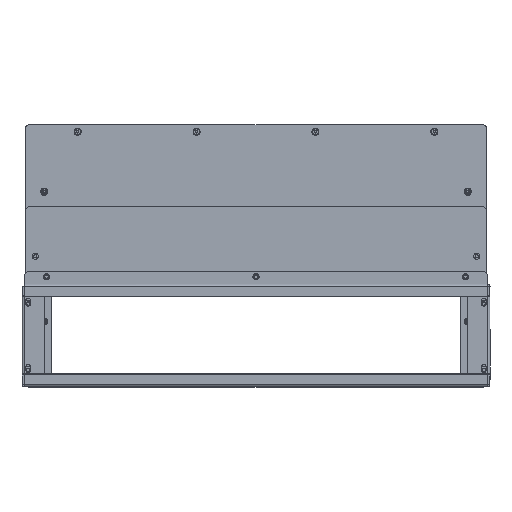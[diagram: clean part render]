
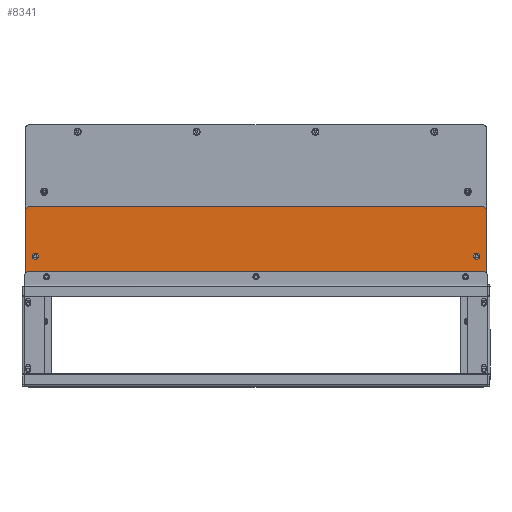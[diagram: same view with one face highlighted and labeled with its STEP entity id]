
A CAD part, top view. The second image highlights one B-rep face of the part: STEP entity #8341.
In plain terms, the highlighted planar face has unit normal (0, 0, 1).
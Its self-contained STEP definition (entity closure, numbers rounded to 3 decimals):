
#95 = EDGE_CURVE ( 'NONE', #10331, #6615, #2324, .T. ) ;
#254 = ORIENTED_EDGE ( 'NONE', *, *, #14455, .T. ) ;
#345 = CARTESIAN_POINT ( 'NONE',  ( -452., 75.5, 0. ) ) ;
#400 = DIRECTION ( 'NONE',  ( 0., 0., 1. ) ) ;
#538 = EDGE_LOOP ( 'NONE', ( #7243, #8123 ) ) ;
#641 = AXIS2_PLACEMENT_3D ( 'NONE', #3459, #9487, #913 ) ;
#701 = VERTEX_POINT ( 'NONE', #8104 ) ;
#848 = AXIS2_PLACEMENT_3D ( 'NONE', #7978, #4373, #9276 ) ;
#869 = VECTOR ( 'NONE', #4442, 1000. ) ;
#913 = DIRECTION ( 'NONE',  ( 1., 0., 0. ) ) ;
#960 = CARTESIAN_POINT ( 'NONE',  ( -23.59, 9.5, 0. ) ) ;
#1070 = VERTEX_POINT ( 'NONE', #4239 ) ;
#1100 = ORIENTED_EDGE ( 'NONE', *, *, #3142, .T. ) ;
#1442 = CARTESIAN_POINT ( 'NONE',  ( -21., 9.5, 0. ) ) ;
#1754 = VECTOR ( 'NONE', #2354, 1000. ) ;
#1818 = AXIS2_PLACEMENT_3D ( 'NONE', #13019, #14535, #4616 ) ;
#1842 = CARTESIAN_POINT ( 'NONE',  ( -223.41, 9.5, 0. ) ) ;
#2324 = LINE ( 'NONE', #9347, #3068 ) ;
#2354 = DIRECTION ( 'NONE',  ( -0.707, -0.707, 0. ) ) ;
#2368 = DIRECTION ( 'NONE',  ( 0., 0., 1. ) ) ;
#2481 = EDGE_CURVE ( 'NONE', #5403, #1070, #5693, .T. ) ;
#2771 = ORIENTED_EDGE ( 'NONE', *, *, #7795, .F. ) ;
#2806 = CARTESIAN_POINT ( 'NONE',  ( -442., 29.5, 0. ) ) ;
#2859 = CARTESIAN_POINT ( 'NONE',  ( -7., 29.5, 0. ) ) ;
#2935 = AXIS2_PLACEMENT_3D ( 'NONE', #10272, #10200, #15130 ) ;
#3068 = VECTOR ( 'NONE', #6919, 1000. ) ;
#3142 = EDGE_CURVE ( 'NONE', #6787, #10331, #14512, .T. ) ;
#3185 = EDGE_CURVE ( 'NONE', #11634, #14039, #6742, .T. ) ;
#3250 = CARTESIAN_POINT ( 'NONE',  ( 37.75, 37.75, 0. ) ) ;
#3329 = EDGE_CURVE ( 'NONE', #701, #14525, #12085, .T. ) ;
#3374 = VERTEX_POINT ( 'NONE', #1842 ) ;
#3412 = CARTESIAN_POINT ( 'NONE',  ( 0., 0., 0. ) ) ;
#3459 = CARTESIAN_POINT ( 'NONE',  ( -226., 9.5, 0. ) ) ;
#3560 = CARTESIAN_POINT ( 'NONE',  ( -263.75, 263.75, 0. ) ) ;
#3593 = CARTESIAN_POINT ( 'NONE',  ( -3., 78.5, 0. ) ) ;
#3826 = AXIS2_PLACEMENT_3D ( 'NONE', #9472, #7195, #9786 ) ;
#4239 = CARTESIAN_POINT ( 'NONE',  ( -445., 29.5, 0. ) ) ;
#4373 = DIRECTION ( 'NONE',  ( 0., 0., 1. ) ) ;
#4442 = DIRECTION ( 'NONE',  ( -0.707, 0.707, 0. ) ) ;
#4543 = DIRECTION ( 'NONE',  ( 1., 0., 0. ) ) ;
#4544 = FACE_OUTER_BOUND ( 'NONE', #14114, .T. ) ;
#4616 = DIRECTION ( 'NONE',  ( 1., 0., 0. ) ) ;
#4749 = DIRECTION ( 'NONE',  ( 0., 0., 1. ) ) ;
#4754 = VECTOR ( 'NONE', #4797, 1000. ) ;
#4797 = DIRECTION ( 'NONE',  ( 1., 0., 0. ) ) ;
#4927 = EDGE_CURVE ( 'NONE', #4958, #14097, #12367, .T. ) ;
#4958 = VERTEX_POINT ( 'NONE', #14987 ) ;
#4998 = CIRCLE ( 'NONE', #13170, 3. ) ;
#5268 = ORIENTED_EDGE ( 'NONE', *, *, #10822, .F. ) ;
#5403 = VERTEX_POINT ( 'NONE', #10999 ) ;
#5483 = ORIENTED_EDGE ( 'NONE', *, *, #12793, .F. ) ;
#5613 = AXIS2_PLACEMENT_3D ( 'NONE', #1442, #6243, #13427 ) ;
#5693 = CIRCLE ( 'NONE', #12837, 3. ) ;
#5700 = CIRCLE ( 'NONE', #848, 2.59 ) ;
#5757 = DIRECTION ( 'NONE',  ( 0., 0., 1. ) ) ;
#5910 = CARTESIAN_POINT ( 'NONE',  ( -452., 0., 0. ) ) ;
#6208 = ORIENTED_EDGE ( 'NONE', *, *, #2481, .F. ) ;
#6243 = DIRECTION ( 'NONE',  ( 0., 0., 1. ) ) ;
#6247 = AXIS2_PLACEMENT_3D ( 'NONE', #10044, #8843, #4543 ) ;
#6319 = EDGE_LOOP ( 'NONE', ( #13238, #7182 ) ) ;
#6615 = VERTEX_POINT ( 'NONE', #10579 ) ;
#6742 = CIRCLE ( 'NONE', #9320, 2.59 ) ;
#6787 = VERTEX_POINT ( 'NONE', #11200 ) ;
#6903 = CARTESIAN_POINT ( 'NONE',  ( 0., 0., 0. ) ) ;
#6919 = DIRECTION ( 'NONE',  ( -1., 0., 0. ) ) ;
#6922 = CARTESIAN_POINT ( 'NONE',  ( -21., 9.5, 0. ) ) ;
#7005 = ORIENTED_EDGE ( 'NONE', *, *, #7095, .T. ) ;
#7060 = LINE ( 'NONE', #6903, #9747 ) ;
#7095 = EDGE_CURVE ( 'NONE', #6615, #14242, #11959, .T. ) ;
#7182 = ORIENTED_EDGE ( 'NONE', *, *, #7936, .F. ) ;
#7195 = DIRECTION ( 'NONE',  ( 0., 0., 1. ) ) ;
#7243 = ORIENTED_EDGE ( 'NONE', *, *, #3329, .F. ) ;
#7386 = ORIENTED_EDGE ( 'NONE', *, *, #95, .T. ) ;
#7572 = CIRCLE ( 'NONE', #9120, 2.59 ) ;
#7667 = CIRCLE ( 'NONE', #5613, 2.59 ) ;
#7795 = EDGE_CURVE ( 'NONE', #14039, #11634, #7667, .T. ) ;
#7922 = CIRCLE ( 'NONE', #3826, 3. ) ;
#7936 = EDGE_CURVE ( 'NONE', #14097, #4958, #7922, .T. ) ;
#7978 = CARTESIAN_POINT ( 'NONE',  ( -226., 9.5, 0. ) ) ;
#8104 = CARTESIAN_POINT ( 'NONE',  ( -433.59, 9.5, 0. ) ) ;
#8114 = ORIENTED_EDGE ( 'NONE', *, *, #9329, .T. ) ;
#8123 = ORIENTED_EDGE ( 'NONE', *, *, #15225, .F. ) ;
#8341 = ADVANCED_FACE ( 'NONE', ( #10802, #10878, #15662, #11906, #9452, #4544 ), #14298, .T. ) ;
#8489 = LINE ( 'NONE', #12064, #4754 ) ;
#8843 = DIRECTION ( 'NONE',  ( 0., 0., 1. ) ) ;
#9120 = AXIS2_PLACEMENT_3D ( 'NONE', #9684, #2368, #12201 ) ;
#9175 = CARTESIAN_POINT ( 'NONE',  ( -228.59, 9.5, 0. ) ) ;
#9276 = DIRECTION ( 'NONE',  ( 1., 0., 0. ) ) ;
#9320 = AXIS2_PLACEMENT_3D ( 'NONE', #6922, #4749, #14200 ) ;
#9329 = EDGE_CURVE ( 'NONE', #11781, #6787, #7060, .T. ) ;
#9347 = CARTESIAN_POINT ( 'NONE',  ( 0., 78.5, 0. ) ) ;
#9361 = CIRCLE ( 'NONE', #641, 2.59 ) ;
#9452 = FACE_BOUND ( 'NONE', #15139, .T. ) ;
#9472 = CARTESIAN_POINT ( 'NONE',  ( -10., 29.5, 0. ) ) ;
#9487 = DIRECTION ( 'NONE',  ( 0., 0., 1. ) ) ;
#9633 = CARTESIAN_POINT ( 'NONE',  ( -428.41, 9.5, 0. ) ) ;
#9684 = CARTESIAN_POINT ( 'NONE',  ( -431., 9.5, 0. ) ) ;
#9747 = VECTOR ( 'NONE', #14326, 1000. ) ;
#9783 = ORIENTED_EDGE ( 'NONE', *, *, #12480, .T. ) ;
#9786 = DIRECTION ( 'NONE',  ( 1., 0., 0. ) ) ;
#10044 = CARTESIAN_POINT ( 'NONE',  ( -10., 29.5, 0. ) ) ;
#10200 = DIRECTION ( 'NONE',  ( 0., 0., 1. ) ) ;
#10207 = VERTEX_POINT ( 'NONE', #9175 ) ;
#10272 = CARTESIAN_POINT ( 'NONE',  ( -431., 9.5, 0. ) ) ;
#10331 = VERTEX_POINT ( 'NONE', #3593 ) ;
#10579 = CARTESIAN_POINT ( 'NONE',  ( -449., 78.5, 0. ) ) ;
#10802 = FACE_BOUND ( 'NONE', #6319, .T. ) ;
#10822 = EDGE_CURVE ( 'NONE', #3374, #10207, #5700, .T. ) ;
#10878 = FACE_BOUND ( 'NONE', #11143, .T. ) ;
#10999 = CARTESIAN_POINT ( 'NONE',  ( -439., 29.5, 0. ) ) ;
#11143 = EDGE_LOOP ( 'NONE', ( #5483, #6208 ) ) ;
#11200 = CARTESIAN_POINT ( 'NONE',  ( 0., 75.5, 0. ) ) ;
#11515 = DIRECTION ( 'NONE',  ( 1., 0., 0. ) ) ;
#11634 = VERTEX_POINT ( 'NONE', #12468 ) ;
#11781 = VERTEX_POINT ( 'NONE', #3412 ) ;
#11906 = FACE_BOUND ( 'NONE', #13153, .T. ) ;
#11913 = DIRECTION ( 'NONE',  ( 1., 0., 0. ) ) ;
#11959 = LINE ( 'NONE', #3560, #1754 ) ;
#12064 = CARTESIAN_POINT ( 'NONE',  ( 0., 0., 0. ) ) ;
#12085 = CIRCLE ( 'NONE', #2935, 2.59 ) ;
#12201 = DIRECTION ( 'NONE',  ( 1., 0., 0. ) ) ;
#12367 = CIRCLE ( 'NONE', #6247, 3. ) ;
#12385 = VECTOR ( 'NONE', #15591, 1000. ) ;
#12468 = CARTESIAN_POINT ( 'NONE',  ( -18.41, 9.5, 0. ) ) ;
#12480 = EDGE_CURVE ( 'NONE', #14242, #14708, #12957, .T. ) ;
#12654 = ORIENTED_EDGE ( 'NONE', *, *, #3185, .F. ) ;
#12793 = EDGE_CURVE ( 'NONE', #1070, #5403, #4998, .T. ) ;
#12837 = AXIS2_PLACEMENT_3D ( 'NONE', #13107, #5757, #11913 ) ;
#12957 = LINE ( 'NONE', #5910, #12385 ) ;
#13019 = CARTESIAN_POINT ( 'NONE',  ( 0., 0., 0. ) ) ;
#13107 = CARTESIAN_POINT ( 'NONE',  ( -442., 29.5, 0. ) ) ;
#13153 = EDGE_LOOP ( 'NONE', ( #2771, #12654 ) ) ;
#13170 = AXIS2_PLACEMENT_3D ( 'NONE', #2806, #400, #11515 ) ;
#13238 = ORIENTED_EDGE ( 'NONE', *, *, #4927, .F. ) ;
#13286 = EDGE_CURVE ( 'NONE', #10207, #3374, #9361, .T. ) ;
#13427 = DIRECTION ( 'NONE',  ( 1., 0., 0. ) ) ;
#14039 = VERTEX_POINT ( 'NONE', #960 ) ;
#14097 = VERTEX_POINT ( 'NONE', #2859 ) ;
#14114 = EDGE_LOOP ( 'NONE', ( #7386, #7005, #9783, #254, #8114, #1100 ) ) ;
#14200 = DIRECTION ( 'NONE',  ( 1., 0., 0. ) ) ;
#14242 = VERTEX_POINT ( 'NONE', #345 ) ;
#14298 = PLANE ( 'NONE',  #1818 ) ;
#14326 = DIRECTION ( 'NONE',  ( 0., 1., 0. ) ) ;
#14455 = EDGE_CURVE ( 'NONE', #14708, #11781, #8489, .T. ) ;
#14512 = LINE ( 'NONE', #3250, #869 ) ;
#14525 = VERTEX_POINT ( 'NONE', #9633 ) ;
#14535 = DIRECTION ( 'NONE',  ( 0., 0., 1. ) ) ;
#14634 = ORIENTED_EDGE ( 'NONE', *, *, #13286, .F. ) ;
#14646 = CARTESIAN_POINT ( 'NONE',  ( -452., 0., 0. ) ) ;
#14708 = VERTEX_POINT ( 'NONE', #14646 ) ;
#14987 = CARTESIAN_POINT ( 'NONE',  ( -13., 29.5, 0. ) ) ;
#15130 = DIRECTION ( 'NONE',  ( 1., 0., 0. ) ) ;
#15139 = EDGE_LOOP ( 'NONE', ( #14634, #5268 ) ) ;
#15225 = EDGE_CURVE ( 'NONE', #14525, #701, #7572, .T. ) ;
#15591 = DIRECTION ( 'NONE',  ( 0., -1., 0. ) ) ;
#15662 = FACE_BOUND ( 'NONE', #538, .T. ) ;
